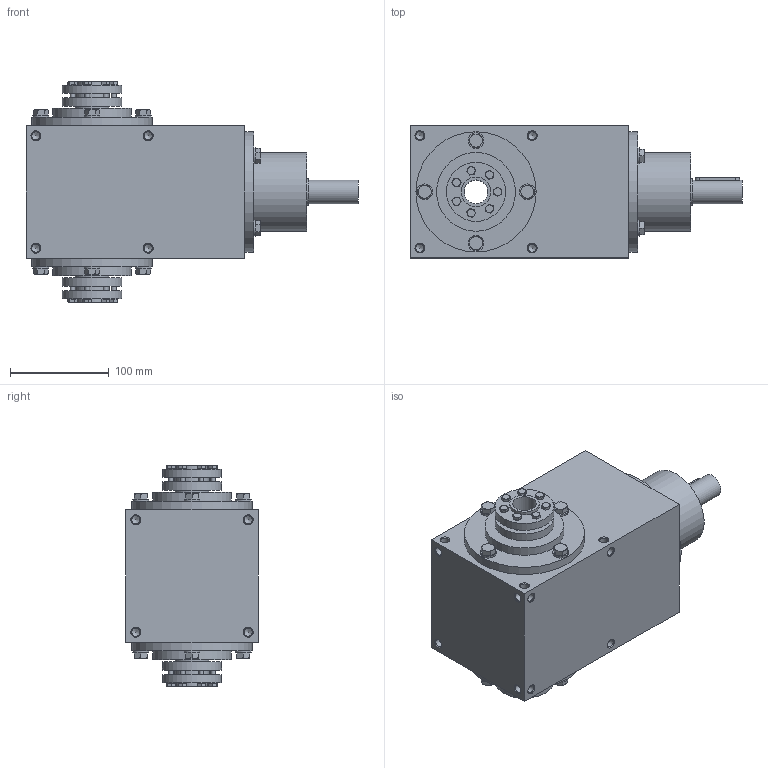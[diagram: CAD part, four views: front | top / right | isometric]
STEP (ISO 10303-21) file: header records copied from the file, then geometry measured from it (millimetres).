
FILE_DESCRIPTION(/* description */ ('STEP AP203'),/* implementation_level */ '2;1');
FILE_NAME(/* name */ 'REA32_R.1_4.5',/* time_stamp */ '2023-01-09T15:40:29+01:00',/* author */ ('License CC BY-ND 4.0'),/* organization */ ('CADENAS'),/* preprocessor_version */ 'ST-DEVELOPER v18.102',/* originating_system */ 'PARTsolutions',/* authorisation */ ' ');
FILE_SCHEMA (('CONFIG_CONTROL_DESIGN'));
Length unit declared in the file: millimetre
Products named in the file (5): REA32_R.1/4.5; RA32-shrink_disk; REC32-shaft; RC_RR32-screw; REA32-case
Assembly tree (16 placements, depth 2):
  REA32_R.1/4.5
    RA32-shrink_disk  x2
    REC32-shaft
    RC_RR32-screw  x12
    REA32-case
Bounding box: 337 x 134 x 224 mm (x, y, z)
Volume: 4728680.9 mm3; surface area: 279829.2 mm2
Topology: 16 solids, 16 shells, 558 faces, 1272 edges, 781 vertices
Faces by surface type: plane 253, cone 198, cylinder 107
Full cylindrical faces by diameter (mm): 5 x14, 6.647 x1, 6.88 x14, 8.376 x40, 16 x12, 24 x3, 26 x1, 27 x2, 30 x4, 35 x4, 60 x4, 80 x3, 122 x3
Entity records: 7793 total; most frequent: CARTESIAN_POINT 1398, DIRECTION 1168, ORIENTED_EDGE 922, AXIS2_PLACEMENT_3D 526, EDGE_CURVE 461, FACE_BOUND 451, EDGE_LOOP 430, VERTEX_POINT 354
